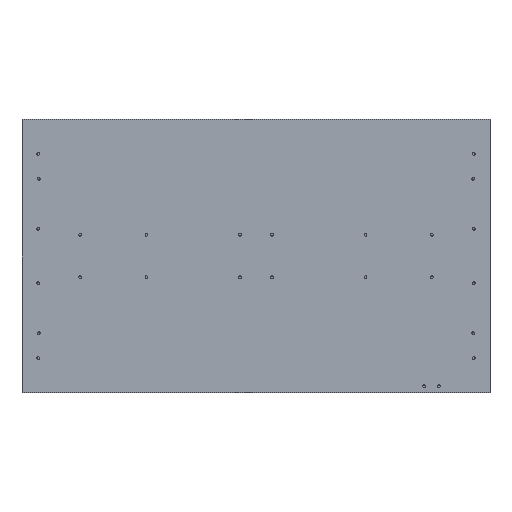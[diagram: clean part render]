
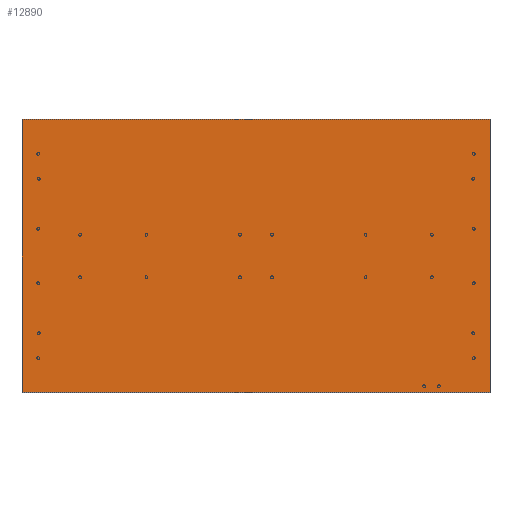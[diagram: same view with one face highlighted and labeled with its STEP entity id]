
A CAD part, top view. The second image highlights one B-rep face of the part: STEP entity #12890.
In plain terms, the highlighted planar face has unit normal (0, 0, 1).
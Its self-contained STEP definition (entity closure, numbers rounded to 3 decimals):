
#12890=ADVANCED_FACE('',(#16239),#16240,.T.);
#16239=FACE_OUTER_BOUND('',#21278,.T.);
#16240=PLANE('',#21279);
#21278=EDGE_LOOP('',(#34093,#34094,#34095,#34096));
#21279=AXIS2_PLACEMENT_3D('',#34097,#34098,#34099);
#34093=ORIENTED_EDGE('',*,*,#41215,.T.);
#34094=ORIENTED_EDGE('',*,*,#41218,.T.);
#34095=ORIENTED_EDGE('',*,*,#41212,.T.);
#34096=ORIENTED_EDGE('',*,*,#41208,.T.);
#34097=CARTESIAN_POINT('',(0.0,0.0,5.0));
#34098=DIRECTION('',(0.0,0.0,1.0));
#34099=DIRECTION('',(1.0,0.0,0.0));
#41208=EDGE_CURVE('',#51852,#51853,#51854,.T.);
#41212=EDGE_CURVE('',#51860,#51852,#51861,.T.);
#41215=EDGE_CURVE('',#51853,#51865,#51866,.T.);
#41218=EDGE_CURVE('',#51865,#51860,#51870,.T.);
#51852=VERTEX_POINT('',#96015);
#51853=VERTEX_POINT('',#96016);
#51854=LINE('',#96017,#96018);
#51860=VERTEX_POINT('',#96027);
#51861=LINE('',#96028,#96029);
#51865=VERTEX_POINT('',#96035);
#51866=LINE('',#96036,#96037);
#51870=LINE('',#96043,#96044);
#96015=CARTESIAN_POINT('',(600.0,350.0,5.0));
#96016=CARTESIAN_POINT('',(-600.0,350.0,5.0));
#96017=CARTESIAN_POINT('',(600.0,350.0,5.0));
#96018=VECTOR('',#96697,1.0);
#96027=CARTESIAN_POINT('',(600.0,-350.0,5.0));
#96028=CARTESIAN_POINT('',(600.0,-350.0,5.0));
#96029=VECTOR('',#96701,1.0);
#96035=CARTESIAN_POINT('',(-600.0,-350.0,5.0));
#96036=CARTESIAN_POINT('',(-600.0,350.0,5.0));
#96037=VECTOR('',#96704,1.0);
#96043=CARTESIAN_POINT('',(-600.0,-350.0,5.0));
#96044=VECTOR('',#96707,1.0);
#96697=DIRECTION('',(-1.0,0.,0.0));
#96701=DIRECTION('',(0.0,1.0,0.0));
#96704=DIRECTION('',(0.,-1.0,0.0));
#96707=DIRECTION('',(1.0,0.0,0.0));
